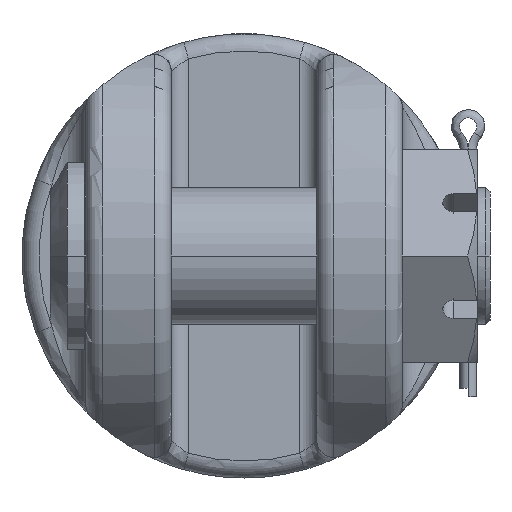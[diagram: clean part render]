
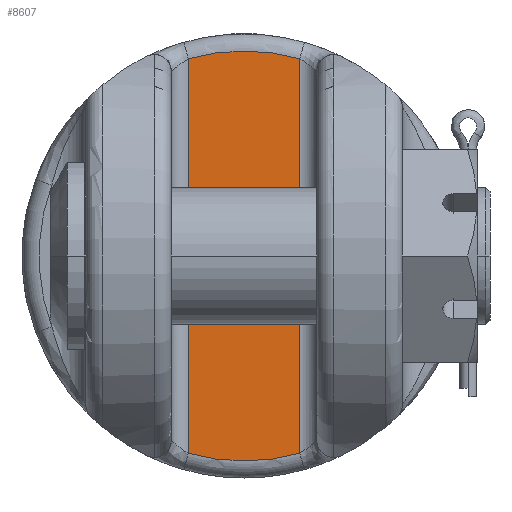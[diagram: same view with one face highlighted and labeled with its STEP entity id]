
A CAD part, front view. The second image highlights one B-rep face of the part: STEP entity #8607.
In plain terms, the highlighted planar face has unit normal (0, -1, 0).
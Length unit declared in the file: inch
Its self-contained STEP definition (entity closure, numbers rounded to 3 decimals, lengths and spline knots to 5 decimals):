
#1549=CARTESIAN_POINT('',(0.,-7.625,0.));
#1550=DIRECTION('',(0.,-1.,0.));
#1551=DIRECTION('',(-0.272,0.,-0.962));
#1552=AXIS2_PLACEMENT_3D('',#1549,#1550,#1551);
#1573=DIRECTION('',(0.,0.,1.));
#1574=VECTOR('',#1573,5.77435);
#1575=CARTESIAN_POINT('',(-0.815,-7.625,
-2.88717));
#1576=LINE('',#1575,#1574);
#1601=CARTESIAN_POINT('',(-0.815,-7.625,
-2.88717));
#2074=CARTESIAN_POINT('',(-0.815,-7.625,
2.88717));
#2149=CARTESIAN_POINT('',(0.,-7.625,0.));
#2150=DIRECTION('',(0.,-1.,0.));
#2151=DIRECTION('',(0.272,0.,0.962));
#2152=AXIS2_PLACEMENT_3D('',#2149,#2150,#2151);
#2178=CARTESIAN_POINT('',(0.815,-7.625,
2.88717));
#2214=DIRECTION('',(0.,0.,1.));
#2215=VECTOR('',#2214,5.77435);
#2216=CARTESIAN_POINT('',(0.815,-7.625,
-2.88717));
#2217=LINE('',#2216,#2215);
#2222=CARTESIAN_POINT('',(0.815,-7.625,
-2.88717));
#5514=VERTEX_POINT('',#1601);
#5520=VERTEX_POINT('',#2222);
#5537=VERTEX_POINT('',#2178);
#5543=VERTEX_POINT('',#2074);
#8593=CARTESIAN_POINT('',(0.,-7.625,0.));
#8594=DIRECTION('',(0.,1.,0.));
#8595=DIRECTION('',(0.,0.,1.));
#8596=AXIS2_PLACEMENT_3D('',#8593,#8594,#8595);
#8597=PLANE('',#8596);
#8598=ORIENTED_EDGE('',*,*,#8581,.F.);
#8600=ORIENTED_EDGE('',*,*,#8599,.T.);
#8602=ORIENTED_EDGE('',*,*,#8601,.F.);
#8604=ORIENTED_EDGE('',*,*,#8603,.F.);
#8605=EDGE_LOOP('',(#8598,#8600,#8602,#8604));
#8606=FACE_OUTER_BOUND('',#8605,.F.);
#1553=CIRCLE('',#1552,3.);
#2153=CIRCLE('',#2152,3.);
#8581=EDGE_CURVE('',#5514,#5520,#1553,.T.);
#8599=EDGE_CURVE('',#5514,#5543,#1576,.T.);
#8601=EDGE_CURVE('',#5537,#5543,#2153,.T.);
#8603=EDGE_CURVE('',#5520,#5537,#2217,.T.);
#8607=ADVANCED_FACE('',(#8606),#8597,.F.);
